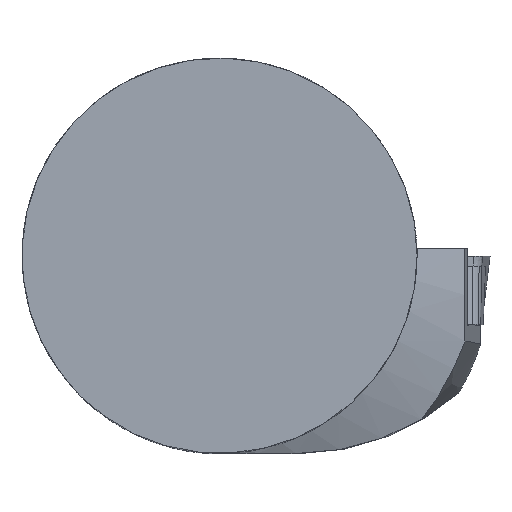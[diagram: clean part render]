
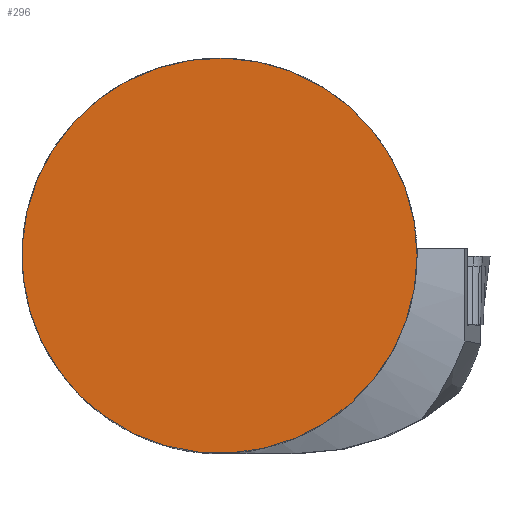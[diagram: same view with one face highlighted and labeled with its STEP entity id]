
A CAD part, top view. The second image highlights one B-rep face of the part: STEP entity #296.
In plain terms, the highlighted planar face has unit normal (0, 0, 1).
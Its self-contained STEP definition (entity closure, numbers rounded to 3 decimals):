
#149=PLANE('',#1691);
#191=CIRCLE('',#1616,16.);
#296=ADVANCED_FACE('',(#393),#149,.T.);
#393=FACE_OUTER_BOUND('',#468,.T.);
#468=EDGE_LOOP('',(#1025));
#1025=ORIENTED_EDGE('',*,*,#1336,.T.);
#1199=VERTEX_POINT('',#2317);
#1336=EDGE_CURVE('',#1199,#1199,#191,.T.);
#1616=AXIS2_PLACEMENT_3D('',#2316,#1789,#1790);
#1691=AXIS2_PLACEMENT_3D('',#2568,#2012,#2013);
#1789=DIRECTION('',(0.,0.,1.));
#1790=DIRECTION('',(1.,0.,0.));
#2012=DIRECTION('',(0.,0.,1.));
#2013=DIRECTION('',(1.,0.,0.));
#2316=CARTESIAN_POINT('',(0.,0.,0.));
#2317=CARTESIAN_POINT('',(16.,0.,0.));
#2568=CARTESIAN_POINT('',(0.,0.,0.));
